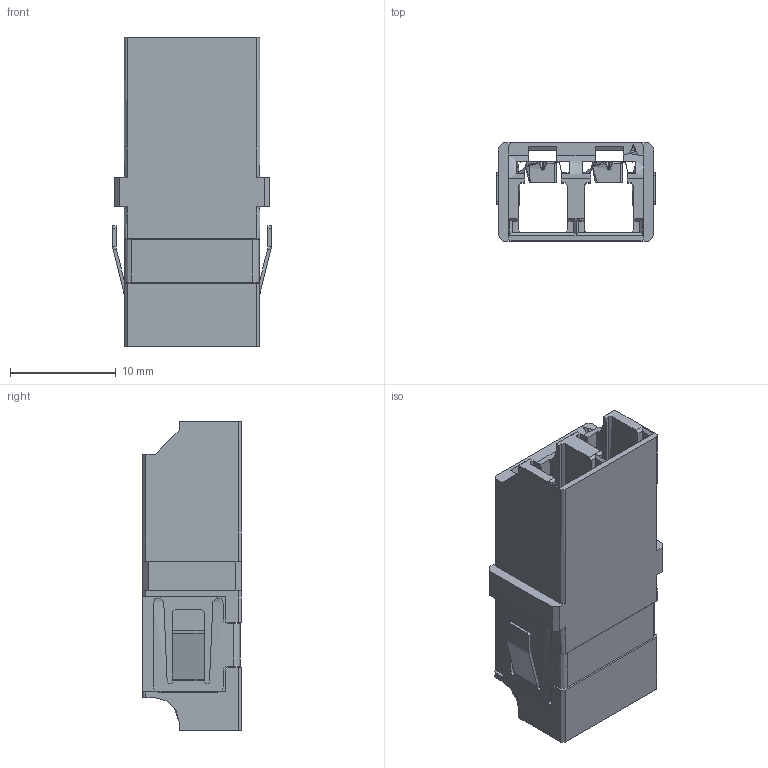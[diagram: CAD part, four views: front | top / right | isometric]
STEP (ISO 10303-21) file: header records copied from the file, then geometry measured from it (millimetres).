
FILE_DESCRIPTION (( 'STEP AP214' ), '1' );
FILE_NAME ('FOA-804-BGE.STEP', '2018-10-05T19:10:06', ( '' ), ( '' ), 'SwSTEP 2.0', 'SolidWorks 2017', '' );
FILE_SCHEMA (( 'AUTOMOTIVE_DESIGN' ));
Length unit declared in the file: millimetre
Products named in the file (1): FOA-804-BGE
Bounding box: 14.95 x 9.3 x 29.2 mm (x, y, z)
Topology: 0 solids, 14 shells, 364 faces, 1059 edges, 694 vertices
Faces by surface type: plane 241, cylinder 106, bspline 17
Entity records: 12878 total; most frequent: CARTESIAN_POINT 3755, ORIENTED_EDGE 1848, DIRECTION 1713, EDGE_CURVE 1065, VECTOR 771, LINE 771, VERTEX_POINT 699, AXIS2_PLACEMENT_3D 471
